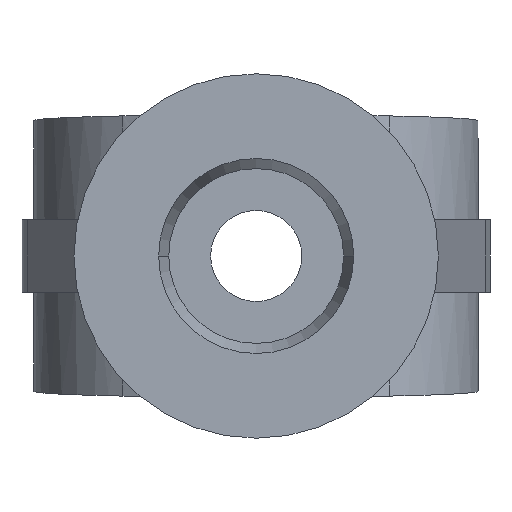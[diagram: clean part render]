
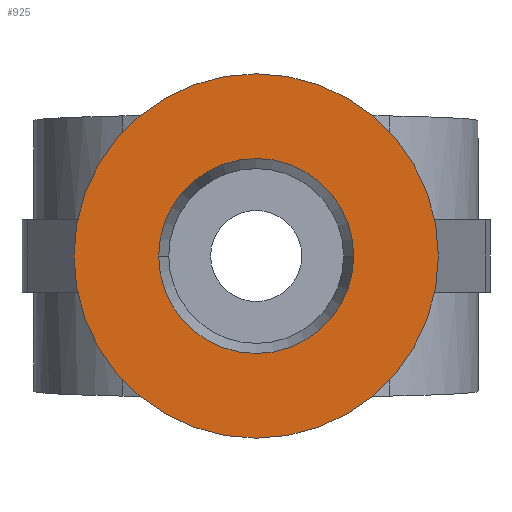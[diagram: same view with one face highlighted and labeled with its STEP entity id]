
A CAD part, front view. The second image highlights one B-rep face of the part: STEP entity #925.
In plain terms, the highlighted planar face has unit normal (0, -1, 0).
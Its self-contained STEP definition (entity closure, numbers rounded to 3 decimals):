
#36 = CIRCLE ( 'NONE', #257, 5.35 ) ;
#92 = ORIENTED_EDGE ( 'NONE', *, *, #747, .T. ) ;
#137 = DIRECTION ( 'NONE',  ( 0., -1., 0. ) ) ;
#257 = AXIS2_PLACEMENT_3D ( 'NONE', #1103, #137, #427 ) ;
#266 = EDGE_LOOP ( 'NONE', ( #92, #940 ) ) ;
#303 = DIRECTION ( 'NONE',  ( 1., 0., 0. ) ) ;
#367 = CARTESIAN_POINT ( 'NONE',  ( 0., 0., 0. ) ) ;
#374 = CARTESIAN_POINT ( 'NONE',  ( 10., 0., 0. ) ) ;
#376 = DIRECTION ( 'NONE',  ( 0., -1., 0. ) ) ;
#390 = EDGE_CURVE ( 'NONE', #814, #1055, #36, .T. ) ;
#415 = EDGE_LOOP ( 'NONE', ( #1690, #1012 ) ) ;
#427 = DIRECTION ( 'NONE',  ( 1., 0., 0. ) ) ;
#505 = DIRECTION ( 'NONE',  ( 1., 0., 0. ) ) ;
#535 = EDGE_CURVE ( 'NONE', #1055, #814, #1420, .T. ) ;
#543 = AXIS2_PLACEMENT_3D ( 'NONE', #801, #1631, #1337 ) ;
#668 = CARTESIAN_POINT ( 'NONE',  ( -5.35, 0., 0. ) ) ;
#747 = EDGE_CURVE ( 'NONE', #1601, #1464, #1658, .T. ) ;
#801 = CARTESIAN_POINT ( 'NONE',  ( 0., 0., 0. ) ) ;
#814 = VERTEX_POINT ( 'NONE', #1329 ) ;
#866 = FACE_OUTER_BOUND ( 'NONE', #266, .T. ) ;
#871 = DIRECTION ( 'NONE',  ( 0., -1., 0. ) ) ;
#925 = ADVANCED_FACE ( 'NONE', ( #1220, #866 ), #1655, .T. ) ;
#938 = AXIS2_PLACEMENT_3D ( 'NONE', #367, #376, #505 ) ;
#940 = ORIENTED_EDGE ( 'NONE', *, *, #1589, .T. ) ;
#1012 = ORIENTED_EDGE ( 'NONE', *, *, #535, .F. ) ;
#1030 = CARTESIAN_POINT ( 'NONE',  ( 0., 0., 0. ) ) ;
#1055 = VERTEX_POINT ( 'NONE', #668 ) ;
#1088 = DIRECTION ( 'NONE',  ( 1., 0., 0. ) ) ;
#1093 = CARTESIAN_POINT ( 'NONE',  ( 0., 0., 0. ) ) ;
#1098 = CARTESIAN_POINT ( 'NONE',  ( -10., 0., 0. ) ) ;
#1103 = CARTESIAN_POINT ( 'NONE',  ( 0., 0., 0. ) ) ;
#1220 = FACE_BOUND ( 'NONE', #415, .T. ) ;
#1316 = CIRCLE ( 'NONE', #543, 10. ) ;
#1329 = CARTESIAN_POINT ( 'NONE',  ( 5.35, 0., 0. ) ) ;
#1337 = DIRECTION ( 'NONE',  ( 1., 0., 0. ) ) ;
#1420 = CIRCLE ( 'NONE', #938, 5.35 ) ;
#1464 = VERTEX_POINT ( 'NONE', #1098 ) ;
#1466 = AXIS2_PLACEMENT_3D ( 'NONE', #1093, #1517, #1088 ) ;
#1517 = DIRECTION ( 'NONE',  ( 0., -1., 0. ) ) ;
#1589 = EDGE_CURVE ( 'NONE', #1464, #1601, #1316, .T. ) ;
#1601 = VERTEX_POINT ( 'NONE', #374 ) ;
#1626 = AXIS2_PLACEMENT_3D ( 'NONE', #1030, #871, #303 ) ;
#1631 = DIRECTION ( 'NONE',  ( 0., -1., 0. ) ) ;
#1655 = PLANE ( 'NONE',  #1466 ) ;
#1658 = CIRCLE ( 'NONE', #1626, 10. ) ;
#1690 = ORIENTED_EDGE ( 'NONE', *, *, #390, .F. ) ;
